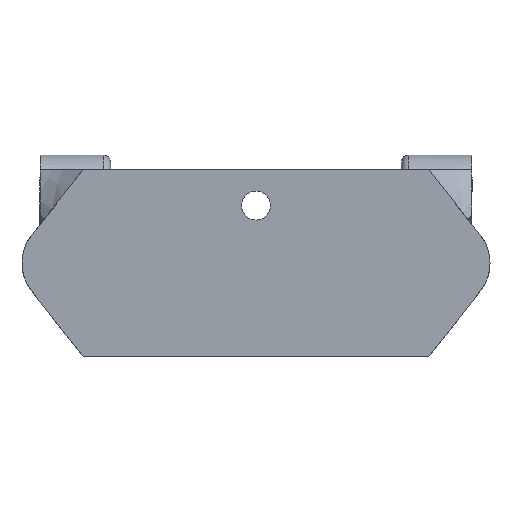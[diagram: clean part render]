
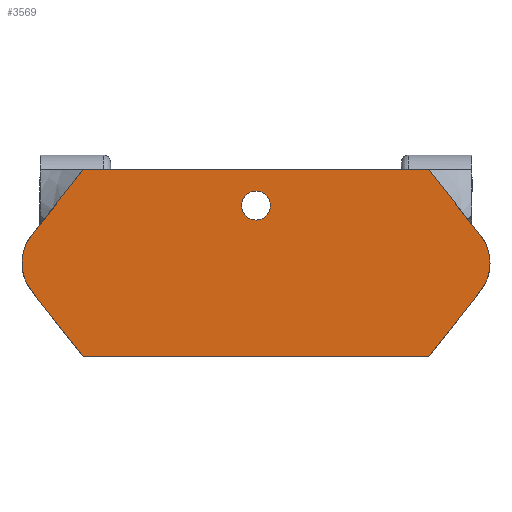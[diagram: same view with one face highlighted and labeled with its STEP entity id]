
A CAD part, left-side view. The second image highlights one B-rep face of the part: STEP entity #3569.
In plain terms, the highlighted planar face has unit normal (-1, 0, 0).
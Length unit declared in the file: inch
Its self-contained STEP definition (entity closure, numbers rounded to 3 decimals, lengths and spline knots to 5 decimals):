
#78=FACE_BOUND('',#543,.T.);
#110=PLANE('',#3838);
#179=CIRCLE('',#3837,0.1005);
#180=CIRCLE('',#3839,0.3125);
#181=CIRCLE('',#3840,0.3125);
#329=FACE_OUTER_BOUND('',#542,.T.);
#542=EDGE_LOOP('',(#2834,#2835,#2836,#2837,#2838,#2839,#2840,#2841));
#543=EDGE_LOOP('',(#2842));
#1043=LINE('',#8053,#1222);
#1051=LINE('',#8425,#1230);
#1057=LINE('',#8442,#1236);
#1062=LINE('',#8589,#1241);
#1063=LINE('',#8591,#1242);
#1064=LINE('',#8593,#1243);
#1222=VECTOR('',#4354,0.3937);
#1230=VECTOR('',#4390,0.3937);
#1236=VECTOR('',#4408,0.3937);
#1241=VECTOR('',#4433,0.3937);
#1242=VECTOR('',#4434,0.3937);
#1243=VECTOR('',#4435,0.3937);
#1544=VERTEX_POINT('',#8050);
#1545=VERTEX_POINT('',#8052);
#1581=VERTEX_POINT('',#8423);
#1586=VERTEX_POINT('',#8441);
#1601=VERTEX_POINT('',#8582);
#1602=VERTEX_POINT('',#8586);
#1603=VERTEX_POINT('',#8588);
#1604=VERTEX_POINT('',#8590);
#1605=VERTEX_POINT('',#8592);
#2010=EDGE_CURVE('',#1545,#1544,#1043,.T.);
#2061=EDGE_CURVE('',#1544,#1581,#1051,.T.);
#2069=EDGE_CURVE('',#1545,#1586,#1057,.T.);
#2091=EDGE_CURVE('',#1601,#1601,#179,.T.);
#2093=EDGE_CURVE('',#1581,#1602,#180,.T.);
#2094=EDGE_CURVE('',#1602,#1603,#1062,.T.);
#2095=EDGE_CURVE('',#1603,#1604,#1063,.T.);
#2096=EDGE_CURVE('',#1605,#1604,#1064,.T.);
#2097=EDGE_CURVE('',#1586,#1605,#181,.T.);
#2834=ORIENTED_EDGE('',*,*,#2010,.T.);
#2835=ORIENTED_EDGE('',*,*,#2061,.T.);
#2836=ORIENTED_EDGE('',*,*,#2093,.T.);
#2837=ORIENTED_EDGE('',*,*,#2094,.T.);
#2838=ORIENTED_EDGE('',*,*,#2095,.T.);
#2839=ORIENTED_EDGE('',*,*,#2096,.F.);
#2840=ORIENTED_EDGE('',*,*,#2097,.F.);
#2841=ORIENTED_EDGE('',*,*,#2069,.F.);
#2842=ORIENTED_EDGE('',*,*,#2091,.T.);
#3569=ADVANCED_FACE('',(#329,#78),#110,.T.);
#3837=AXIS2_PLACEMENT_3D('',#8583,#4426,#4427);
#3838=AXIS2_PLACEMENT_3D('',#8585,#4429,#4430);
#3839=AXIS2_PLACEMENT_3D('',#8587,#4431,#4432);
#3840=AXIS2_PLACEMENT_3D('',#8594,#4436,#4437);
#4354=DIRECTION('',(0.,1.,0.));
#4390=DIRECTION('',(0.,0.617,-0.787));
#4408=DIRECTION('',(0.,-0.617,-0.787));
#4426=DIRECTION('center_axis',(1.,0.,0.));
#4427=DIRECTION('ref_axis',(0.,-1.,0.));
#4429=DIRECTION('center_axis',(-1.,0.,0.));
#4430=DIRECTION('ref_axis',(0.,0.,
-1.));
#4431=DIRECTION('center_axis',(-1.,0.,0.));
#4432=DIRECTION('ref_axis',(0.,-1.,0.));
#4433=DIRECTION('',(0.,-0.617,-0.787));
#4434=DIRECTION('',(0.,-1.,0.));
#4435=DIRECTION('',(0.,0.617,-0.787));
#4436=DIRECTION('center_axis',(1.,0.,0.));
#4437=DIRECTION('ref_axis',(0.,1.,0.));
#8050=CARTESIAN_POINT('',(6.85,2.2,1.15));
#8052=CARTESIAN_POINT('',(6.85,-0.2,1.15));
#8053=CARTESIAN_POINT('',(6.85,2.09,1.15));
#8423=CARTESIAN_POINT('',(6.85,2.55843,0.69281));
#8425=CARTESIAN_POINT('',(6.85,2.57746,0.66853));
#8441=CARTESIAN_POINT('',(6.85,-0.55843,0.69281));
#8442=CARTESIAN_POINT('',(6.85,-0.57746,0.66853));
#8582=CARTESIAN_POINT('',(6.85,1.1005,0.9));
#8583=CARTESIAN_POINT('Origin',(6.85,1.,0.9));
#8585=CARTESIAN_POINT('Origin',(6.85,-0.09,1.15));
#8586=CARTESIAN_POINT('',(6.85,2.55843,0.30719));
#8587=CARTESIAN_POINT('Origin',(6.85,2.3125,0.5));
#8588=CARTESIAN_POINT('',(6.85,2.2,-0.15));
#8589=CARTESIAN_POINT('',(6.85,2.39825,0.10287));
#8590=CARTESIAN_POINT('',(6.85,-0.2,-0.15));
#8591=CARTESIAN_POINT('',(6.85,-0.09,-0.15));
#8592=CARTESIAN_POINT('',(6.85,-0.55843,0.30719));
#8593=CARTESIAN_POINT('',(6.85,-0.39825,0.10287));
#8594=CARTESIAN_POINT('Origin',(6.85,-0.3125,0.5));
